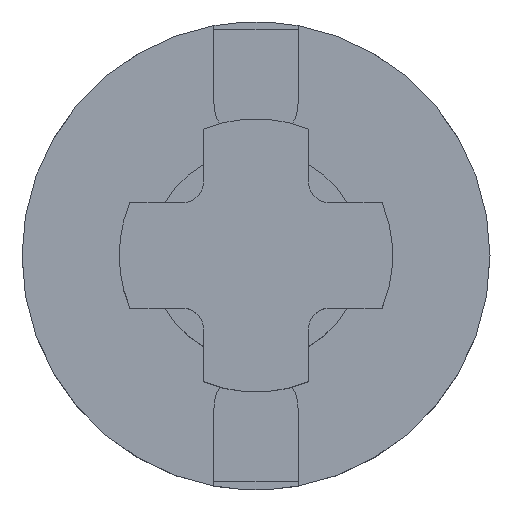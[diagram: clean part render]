
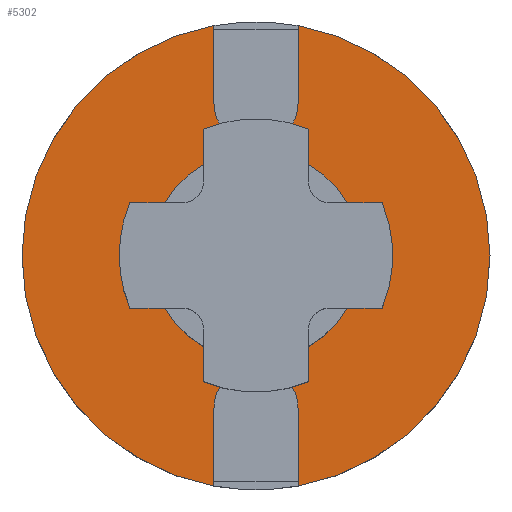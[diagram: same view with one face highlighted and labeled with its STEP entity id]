
A CAD part, top view. The second image highlights one B-rep face of the part: STEP entity #5302.
In plain terms, the highlighted planar face has unit normal (0, 0, 1).
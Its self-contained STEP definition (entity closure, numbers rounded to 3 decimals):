
#21 = EDGE_CURVE ( 'NONE', #2322, #2190, #4541, .T. ) ;
#26 = VECTOR ( 'NONE', #4292, 1000. ) ;
#28 = VERTEX_POINT ( 'NONE', #2623 ) ;
#58 = EDGE_CURVE ( 'NONE', #28, #5351, #4462, .T. ) ;
#90 = CIRCLE ( 'NONE', #3274, 44.5 ) ;
#154 = EDGE_CURVE ( 'NONE', #3019, #3610, #90, .T. ) ;
#196 = CARTESIAN_POINT ( 'NONE',  ( 0., 0., 45. ) ) ;
#221 = EDGE_CURVE ( 'NONE', #4752, #4874, #2761, .T. ) ;
#226 = EDGE_CURVE ( 'NONE', #3019, #4015, #4302, .T. ) ;
#251 = AXIS2_PLACEMENT_3D ( 'NONE', #3331, #566, #3781 ) ;
#254 = EDGE_CURVE ( 'NONE', #444, #4015, #4112, .T. ) ;
#265 = EDGE_CURVE ( 'NONE', #444, #400, #2758, .T. ) ;
#305 = EDGE_CURVE ( 'NONE', #400, #5592, #3950, .T. ) ;
#315 = EDGE_CURVE ( 'NONE', #5592, #5351, #2750, .T. ) ;
#320 = DIRECTION ( 'NONE',  ( -1., 0., 0. ) ) ;
#341 = CARTESIAN_POINT ( 'NONE',  ( 8., -49., 45. ) ) ;
#349 = DIRECTION ( 'NONE',  ( 0., 0., -1. ) ) ;
#356 = EDGE_CURVE ( 'NONE', #1276, #4872, #3942, .T. ) ;
#363 = CARTESIAN_POINT ( 'NONE',  ( 8., -49., 45. ) ) ;
#384 = LINE ( 'NONE', #4161, #26 ) ;
#391 = EDGE_CURVE ( 'NONE', #1394, #1276, #3770, .T. ) ;
#400 = VERTEX_POINT ( 'NONE', #2737 ) ;
#423 = EDGE_CURVE ( 'NONE', #1394, #2190, #3619, .T. ) ;
#444 = VERTEX_POINT ( 'NONE', #2111 ) ;
#494 = DIRECTION ( 'NONE',  ( -1., 0., 0. ) ) ;
#566 = DIRECTION ( 'NONE',  ( 0., 0., -1. ) ) ;
#588 = EDGE_CURVE ( 'NONE', #1317, #28, #2401, .T. ) ;
#629 = DIRECTION ( 'NONE',  ( 0., -1., 0. ) ) ;
#649 = ORIENTED_EDGE ( 'NONE', *, *, #4093, .T. ) ;
#659 = ORIENTED_EDGE ( 'NONE', *, *, #221, .T. ) ;
#686 = CARTESIAN_POINT ( 'NONE',  ( 0., 0., 45. ) ) ;
#730 = ORIENTED_EDGE ( 'NONE', *, *, #154, .F. ) ;
#750 = DIRECTION ( 'NONE',  ( 0., -1., 0. ) ) ;
#816 = CARTESIAN_POINT ( 'NONE',  ( 8., 49., 45. ) ) ;
#940 = CARTESIAN_POINT ( 'NONE',  ( -8., 44.5, 45. ) ) ;
#949 = CARTESIAN_POINT ( 'NONE',  ( 20., 0., 45. ) ) ;
#1012 = ORIENTED_EDGE ( 'NONE', *, *, #226, .T. ) ;
#1024 = ORIENTED_EDGE ( 'NONE', *, *, #254, .F. ) ;
#1143 = ORIENTED_EDGE ( 'NONE', *, *, #265, .T. ) ;
#1153 = ORIENTED_EDGE ( 'NONE', *, *, #305, .T. ) ;
#1159 = ORIENTED_EDGE ( 'NONE', *, *, #315, .T. ) ;
#1201 = EDGE_CURVE ( 'NONE', #4872, #1317, #384, .T. ) ;
#1219 = CARTESIAN_POINT ( 'NONE',  ( -8., 44.5, 45. ) ) ;
#1234 = ORIENTED_EDGE ( 'NONE', *, *, #58, .F. ) ;
#1236 = DIRECTION ( 'NONE',  ( 0., 0., -1. ) ) ;
#1276 = VERTEX_POINT ( 'NONE', #3737 ) ;
#1298 = CARTESIAN_POINT ( 'NONE',  ( -8., -43., 45. ) ) ;
#1307 = ORIENTED_EDGE ( 'NONE', *, *, #588, .F. ) ;
#1317 = VERTEX_POINT ( 'NONE', #3117 ) ;
#1382 = ORIENTED_EDGE ( 'NONE', *, *, #1201, .F. ) ;
#1394 = VERTEX_POINT ( 'NONE', #2919 ) ;
#1403 = CARTESIAN_POINT ( 'NONE',  ( 0., 0., 45. ) ) ;
#1425 = PLANE ( 'NONE',  #5196 ) ;
#1450 = CARTESIAN_POINT ( 'NONE',  ( 0., 44.5, 45. ) ) ;
#1471 = ORIENTED_EDGE ( 'NONE', *, *, #356, .F. ) ;
#1496 = CARTESIAN_POINT ( 'NONE',  ( -8., 44.5, 45. ) ) ;
#1543 = ORIENTED_EDGE ( 'NONE', *, *, #391, .F. ) ;
#1551 = DIRECTION ( 'NONE',  ( 0., -1., 0. ) ) ;
#1606 = ORIENTED_EDGE ( 'NONE', *, *, #423, .T. ) ;
#1615 = ORIENTED_EDGE ( 'NONE', *, *, #21, .F. ) ;
#1679 = ORIENTED_EDGE ( 'NONE', *, *, #5365, .F. ) ;
#1883 = DIRECTION ( 'NONE',  ( -1., 0., 0. ) ) ;
#1918 = DIRECTION ( 'NONE',  ( 0., 0., 1. ) ) ;
#2021 = DIRECTION ( 'NONE',  ( 0., 1., 0. ) ) ;
#2075 = DIRECTION ( 'NONE',  ( -1., 0., 0. ) ) ;
#2111 = CARTESIAN_POINT ( 'NONE',  ( -8., -29., 45. ) ) ;
#2112 = DIRECTION ( 'NONE',  ( 0., 0., -1. ) ) ;
#2130 = DIRECTION ( 'NONE',  ( 1., 0., 0. ) ) ;
#2173 = AXIS2_PLACEMENT_3D ( 'NONE', #1403, #4595, #1883 ) ;
#2190 = VERTEX_POINT ( 'NONE', #4963 ) ;
#2322 = VERTEX_POINT ( 'NONE', #3934 ) ;
#2401 = CIRCLE ( 'NONE', #2527, 44.5 ) ;
#2405 = CARTESIAN_POINT ( 'NONE',  ( 0., 0., 45. ) ) ;
#2414 = CARTESIAN_POINT ( 'NONE',  ( -20., 0., 45. ) ) ;
#2421 = DIRECTION ( 'NONE',  ( 0., 0., -1. ) ) ;
#2498 = CARTESIAN_POINT ( 'NONE',  ( 0., -29., 45. ) ) ;
#2527 = AXIS2_PLACEMENT_3D ( 'NONE', #4607, #4598, #3207 ) ;
#2533 = CARTESIAN_POINT ( 'NONE',  ( -8., -43.775, 45. ) ) ;
#2579 = DIRECTION ( 'NONE',  ( 0., -1., 0. ) ) ;
#2623 = CARTESIAN_POINT ( 'NONE',  ( 44.5, 0., 45. ) ) ;
#2627 = DIRECTION ( 'NONE',  ( 0., 1., 0. ) ) ;
#2645 = DIRECTION ( 'NONE',  ( 1., 0., 0. ) ) ;
#2660 = CIRCLE ( 'NONE', #251, 44.5 ) ;
#2697 = VECTOR ( 'NONE', #2021, 1000. ) ;
#2704 = DIRECTION ( 'NONE',  ( 0., 0., 1. ) ) ;
#2706 = CARTESIAN_POINT ( 'NONE',  ( 0., 29., 45. ) ) ;
#2737 = CARTESIAN_POINT ( 'NONE',  ( 8., -29., 45. ) ) ;
#2750 = LINE ( 'NONE', #341, #4023 ) ;
#2758 = CIRCLE ( 'NONE', #2834, 8. ) ;
#2761 = CIRCLE ( 'NONE', #2867, 20. ) ;
#2766 = VECTOR ( 'NONE', #629, 1000. ) ;
#2775 = AXIS2_PLACEMENT_3D ( 'NONE', #2706, #2704, #2645 ) ;
#2794 = FACE_BOUND ( 'NONE', #5664, .T. ) ;
#2834 = AXIS2_PLACEMENT_3D ( 'NONE', #2498, #2421, #2130 ) ;
#2867 = AXIS2_PLACEMENT_3D ( 'NONE', #196, #349, #494 ) ;
#2870 = CARTESIAN_POINT ( 'NONE',  ( -8., 44.5, 45. ) ) ;
#2919 = CARTESIAN_POINT ( 'NONE',  ( -8., 29., 45. ) ) ;
#3019 = VERTEX_POINT ( 'NONE', #2533 ) ;
#3117 = CARTESIAN_POINT ( 'NONE',  ( 8., 43.775, 45. ) ) ;
#3207 = DIRECTION ( 'NONE',  ( -1., 0., 0. ) ) ;
#3274 = AXIS2_PLACEMENT_3D ( 'NONE', #686, #2112, #2075 ) ;
#3328 = CARTESIAN_POINT ( 'NONE',  ( 8., 43., 45. ) ) ;
#3331 = CARTESIAN_POINT ( 'NONE',  ( 0., 0., 45. ) ) ;
#3337 = VECTOR ( 'NONE', #2627, 1000. ) ;
#3397 = AXIS2_PLACEMENT_3D ( 'NONE', #2405, #1236, #320 ) ;
#3565 = CARTESIAN_POINT ( 'NONE',  ( 8., -43., 45. ) ) ;
#3610 = VERTEX_POINT ( 'NONE', #5738 ) ;
#3619 = LINE ( 'NONE', #2870, #3337 ) ;
#3737 = CARTESIAN_POINT ( 'NONE',  ( 8., 29., 45. ) ) ;
#3770 = CIRCLE ( 'NONE', #2775, 8. ) ;
#3781 = DIRECTION ( 'NONE',  ( -1., 0., 0. ) ) ;
#3833 = VECTOR ( 'NONE', #5371, 1000. ) ;
#3908 = CIRCLE ( 'NONE', #2173, 20. ) ;
#3934 = CARTESIAN_POINT ( 'NONE',  ( -8., 43.775, 45. ) ) ;
#3942 = LINE ( 'NONE', #816, #3833 ) ;
#3950 = LINE ( 'NONE', #363, #2766 ) ;
#4000 = FACE_OUTER_BOUND ( 'NONE', #5425, .T. ) ;
#4015 = VERTEX_POINT ( 'NONE', #1298 ) ;
#4023 = VECTOR ( 'NONE', #750, 1000. ) ;
#4093 = EDGE_CURVE ( 'NONE', #4874, #4752, #3908, .T. ) ;
#4112 = LINE ( 'NONE', #1219, #4172 ) ;
#4161 = CARTESIAN_POINT ( 'NONE',  ( 8., 49., 45. ) ) ;
#4172 = VECTOR ( 'NONE', #1551, 1000. ) ;
#4203 = CARTESIAN_POINT ( 'NONE',  ( 8., -43.775, 45. ) ) ;
#4292 = DIRECTION ( 'NONE',  ( 0., 1., 0. ) ) ;
#4302 = LINE ( 'NONE', #940, #2697 ) ;
#4462 = CIRCLE ( 'NONE', #3397, 44.5 ) ;
#4537 = VECTOR ( 'NONE', #2579, 1000. ) ;
#4541 = LINE ( 'NONE', #1496, #4537 ) ;
#4595 = DIRECTION ( 'NONE',  ( 0., 0., -1. ) ) ;
#4598 = DIRECTION ( 'NONE',  ( 0., 0., -1. ) ) ;
#4607 = CARTESIAN_POINT ( 'NONE',  ( 0., 0., 45. ) ) ;
#4752 = VERTEX_POINT ( 'NONE', #949 ) ;
#4872 = VERTEX_POINT ( 'NONE', #3328 ) ;
#4874 = VERTEX_POINT ( 'NONE', #2414 ) ;
#4963 = CARTESIAN_POINT ( 'NONE',  ( -8., 43., 45. ) ) ;
#5072 = DIRECTION ( 'NONE',  ( 1., 0., 0. ) ) ;
#5196 = AXIS2_PLACEMENT_3D ( 'NONE', #1450, #1918, #5072 ) ;
#5302 = ADVANCED_FACE ( 'NONE', ( #2794, #4000 ), #1425, .T. ) ;
#5351 = VERTEX_POINT ( 'NONE', #4203 ) ;
#5365 = EDGE_CURVE ( 'NONE', #3610, #2322, #2660, .T. ) ;
#5371 = DIRECTION ( 'NONE',  ( 0., 1., 0. ) ) ;
#5425 = EDGE_LOOP ( 'NONE', ( #730, #1012, #1024, #1143, #1153, #1159, #1234, #1307, #1382, #1471, #1543, #1606, #1615, #1679 ) ) ;
#5592 = VERTEX_POINT ( 'NONE', #3565 ) ;
#5664 = EDGE_LOOP ( 'NONE', ( #649, #659 ) ) ;
#5738 = CARTESIAN_POINT ( 'NONE',  ( -44.5, 0., 45. ) ) ;
